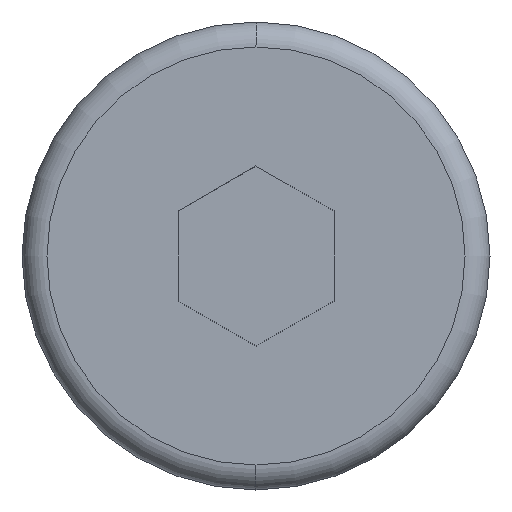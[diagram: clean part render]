
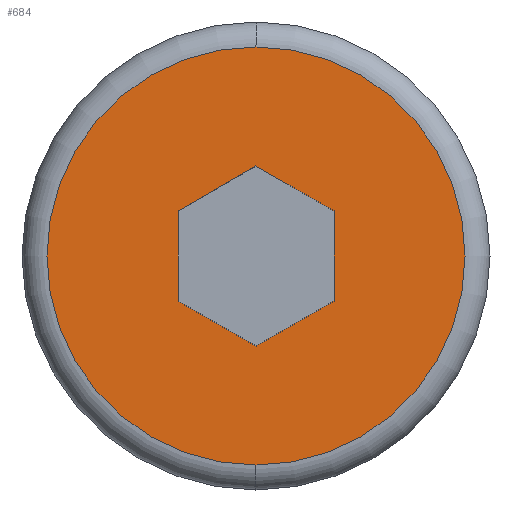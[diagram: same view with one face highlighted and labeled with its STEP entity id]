
A CAD part, left-side view. The second image highlights one B-rep face of the part: STEP entity #684.
In plain terms, the highlighted planar face has unit normal (-1, 0, 0).
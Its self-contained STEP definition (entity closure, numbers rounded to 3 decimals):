
#456=CARTESIAN_POINT('POINT129',(-7.925,3.175,
   -1.833));
#457=VERTEX_POINT('VERTEX129',#456);
#464=CARTESIAN_POINT('POINT130',(-7.925,0.,
   -3.666));
#465=VERTEX_POINT('VERTEX130',#464);
#466=CARTESIAN_POINT('POS188',(-7.925,0.,
   -3.666));
#467=DIRECTION('DIR310',(0.,-0.866,
   -0.5));
#468=VECTOR('VEC66',#467,25.4);
#469=LINE('STRAIGHT66',#466,#468);
#470=EDGE_CURVE('EDGE206',#457,#465,#469,.T.);
#488=CARTESIAN_POINT('POINT131',(-7.925,-3.175,
   -1.833));
#489=VERTEX_POINT('VERTEX131',#488);
#490=CARTESIAN_POINT('POS191',(-7.925,-3.175,
   -1.833));
#491=DIRECTION('DIR314',(0.,-0.866,
   0.5));
#492=VECTOR('VEC68',#491,25.4);
#493=LINE('STRAIGHT68',#490,#492);
#494=EDGE_CURVE('EDGE208',#465,#489,#493,.T.);
#512=CARTESIAN_POINT('POINT132',(-7.925,-3.175,
   1.833));
#513=VERTEX_POINT('VERTEX132',#512);
#514=CARTESIAN_POINT('POS194',(-7.925,-3.175,
   1.833));
#515=DIRECTION('DIR318',(0.,0.,
   1.));
#516=VECTOR('VEC70',#515,25.4);
#517=LINE('STRAIGHT70',#514,#516);
#518=EDGE_CURVE('EDGE210',#489,#513,#517,.T.);
#536=CARTESIAN_POINT('POINT133',(-7.925,0.,
   3.666));
#537=VERTEX_POINT('VERTEX133',#536);
#538=CARTESIAN_POINT('POS197',(-7.925,0.,
   3.666));
#539=DIRECTION('DIR322',(0.,0.866,
   0.5));
#540=VECTOR('VEC72',#539,25.4);
#541=LINE('STRAIGHT72',#538,#540);
#542=EDGE_CURVE('EDGE212',#513,#537,#541,.T.);
#560=CARTESIAN_POINT('POINT134',(-7.925,3.175,
   1.833));
#561=VERTEX_POINT('VERTEX134',#560);
#562=CARTESIAN_POINT('POS200',(-7.925,3.175,
   1.833));
#563=DIRECTION('DIR326',(0.,0.866,
   -0.5));
#564=VECTOR('VEC74',#563,25.4);
#565=LINE('STRAIGHT74',#562,#564);
#566=EDGE_CURVE('EDGE214',#537,#561,#565,.T.);
#584=CARTESIAN_POINT('POS203',(-7.925,3.175,
   -1.833));
#585=DIRECTION('DIR330',(0.,0.,
   -1.));
#586=VECTOR('VEC76',#585,25.4);
#587=LINE('STRAIGHT76',#584,#586);
#588=EDGE_CURVE('EDGE216',#561,#457,#587,.T.);
#656=ORIENTED_EDGE('COEDGE433',*,*,#588,.F.);
#657=ORIENTED_EDGE('COEDGE434',*,*,#566,.F.);
#658=ORIENTED_EDGE('COEDGE435',*,*,#542,.F.);
#659=ORIENTED_EDGE('COEDGE436',*,*,#518,.F.);
#660=ORIENTED_EDGE('COEDGE437',*,*,#494,.F.);
#661=ORIENTED_EDGE('COEDGE438',*,*,#470,.F.);
#662=EDGE_LOOP('NONE',(#656,#657,#658,#659,#660,#661));
#663=FACE_BOUND('LOOP1',#662,.T.);
#664=CARTESIAN_POINT('POINT139',(-7.925,
   0.,8.509));
#665=VERTEX_POINT('VERTEX139',#664);
#666=CARTESIAN_POINT('POINT140',(-7.925,
   0.,-8.509));
#667=VERTEX_POINT('VERTEX140',#666);
#668=CARTESIAN_POINT('POS211',(-7.925,0.,
   0.));
#669=DIRECTION('DIR343',(-1.,0.,0.));
#670=DIRECTION('DIR344',(0.,0.,1.));
#671=AXIS2_PLACEMENT_3D('AXIS133',#668,#669,#670);
#672=CIRCLE('ELLIPSE73',#671,8.509);
#673=EDGE_CURVE('EDGE222',#665,#667,#672,.T.);
#674=ORIENTED_EDGE('COEDGE439',*,*,#673,.T.);
#675=EDGE_CURVE('EDGE223',#667,#665,#672,.T.);
#676=ORIENTED_EDGE('COEDGE440',*,*,#675,.T.);
#677=EDGE_LOOP('NONE',(#674,#676));
#678=FACE_BOUND('LOOP1',#677,.T.);
#679=CARTESIAN_POINT('POS212',(-7.925,0.
   ,4.255));
#680=DIRECTION('DIR345',(-1.,0.,0.));
#681=DIRECTION('DIR346',(0.,1.,0.));
#682=AXIS2_PLACEMENT_3D('AXIS134',#679,#680,#681);
#683=PLANE('PLANE28',#682);
#684=ADVANCED_FACE('FACE97',(#663,#678),#683,.T.);
